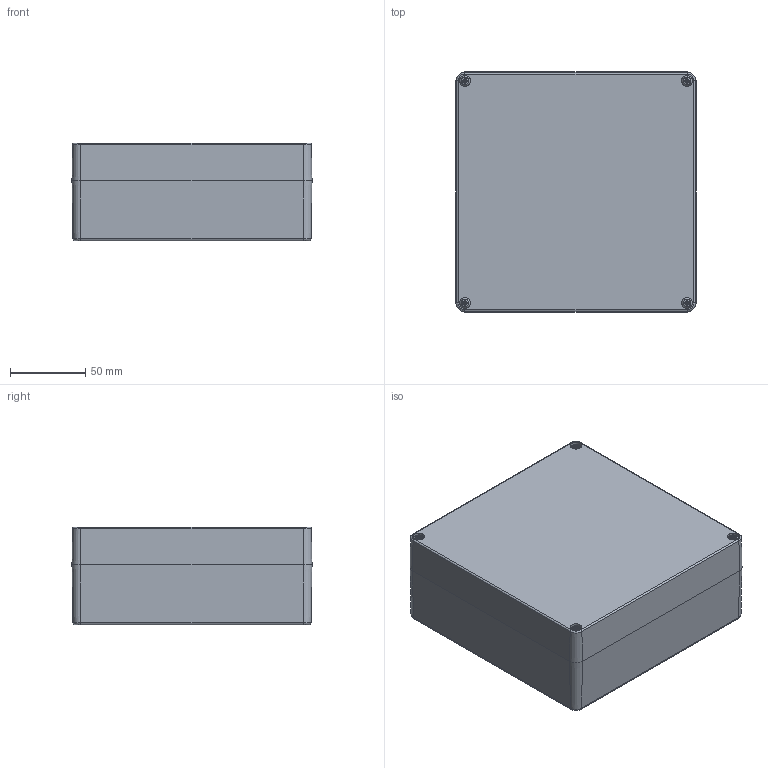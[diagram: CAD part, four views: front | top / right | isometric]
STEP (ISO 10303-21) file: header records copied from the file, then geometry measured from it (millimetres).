
FILE_DESCRIPTION((''),'2;1');
FILE_NAME('0302105500-MBM_161665-K_VE.stp','2015-12-22T15:10:10',('robin.rentz'),(''),'Autodesk Inventor 2012','Autodesk Inventor 2012','');
FILE_SCHEMA(('AUTOMOTIVE_DESIGN { 1 2 10303 214 0 1 1 1 }'));
Length unit declared in the file: millimetre
Products named in the file (6): 0302105500-MBM_161665-K_VE; 0301105502-UT_161640_VE; 0302105501-OT_161625-K_VE; xxx-O-Ring--OT--MBM-MBT_161625; 1990000007 M4 Buchsen; 1990000006 Schrauben A2 BM4x32_10
Assembly tree (11 placements, depth 2):
  0302105500-MBM_161665-K_VE
    0301105502-UT_161640_VE
    0302105501-OT_161625-K_VE
    xxx-O-Ring--OT--MBM-MBT_161625
    1990000007 M4 Buchsen  x4
    1990000006 Schrauben A2 BM4x32_10  x4
Bounding box: 160 x 160 x 65 mm (x, y, z)
Volume: 329163.8 mm3; surface area: 202461.6 mm2
Topology: 11 solids, 11 shells, 1695 faces, 4072 edges, 2464 vertices
Faces by surface type: plane 619, cylinder 440, cone 372, torus 220, bspline 40, sphere 4
Full cylindrical faces by diameter (mm): 3.242 x4, 3.3 x4, 4 x4, 4.4 x4, 4.5 x8, 4.9 x4, 5.1 x4, 6.8 x4, 7 x4, 7.5 x8
Entity records: 26034 total; most frequent: CARTESIAN_POINT 5585, DIRECTION 4580, ORIENTED_EDGE 3962, EDGE_CURVE 1981, AXIS2_PLACEMENT_3D 1898, VERTEX_POINT 1263, EDGE_LOOP 1076, CIRCLE 1001
